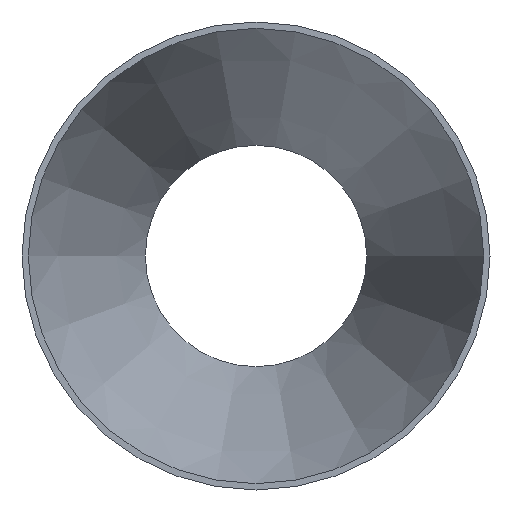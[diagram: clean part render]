
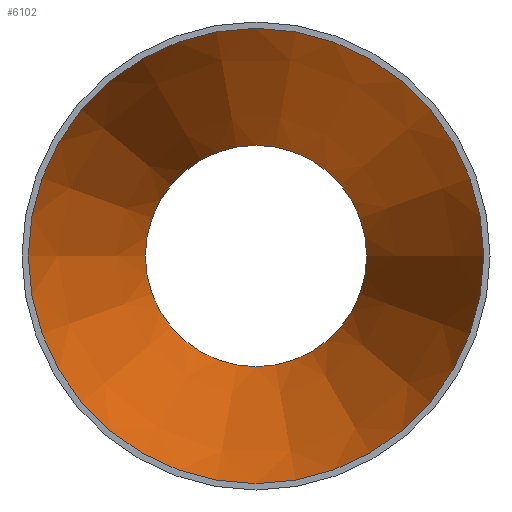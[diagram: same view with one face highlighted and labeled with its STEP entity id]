
A CAD part, left-side view. The second image highlights one B-rep face of the part: STEP entity #6102.
In plain terms, the highlighted conical face has half-angle 18.435 degrees and reference radius 73.431 mm.
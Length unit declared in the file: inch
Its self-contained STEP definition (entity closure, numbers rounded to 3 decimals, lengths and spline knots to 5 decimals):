
#222=FACE_BOUND('',#1501,.T.);
#334=CIRCLE('',#6442,1.891);
#335=CIRCLE('',#6444,3.891);
#1129=FACE_OUTER_BOUND('',#1500,.T.);
#1500=EDGE_LOOP('',(#5703));
#1501=EDGE_LOOP('',(#5704));
#2989=VERTEX_POINT('',#13382);
#2990=VERTEX_POINT('',#13385);
#3896=EDGE_CURVE('',#2989,#2989,#334,.T.);
#3897=EDGE_CURVE('',#2990,#2990,#335,.T.);
#5703=ORIENTED_EDGE('',*,*,#3897,.F.);
#5704=ORIENTED_EDGE('',*,*,#3896,.T.);
#5744=CONICAL_SURFACE('',#6443,2.891,18.435);
#6102=ADVANCED_FACE('',(#1129,#222),#5744,.F.);
#6442=AXIS2_PLACEMENT_3D('',#13383,#7533,#7534);
#6443=AXIS2_PLACEMENT_3D('',#13384,#7535,#7536);
#6444=AXIS2_PLACEMENT_3D('',#13386,#7537,#7538);
#7533=DIRECTION('center_axis',(1.,0.,0.));
#7534=DIRECTION('ref_axis',(0.,-1.,0.));
#7535=DIRECTION('center_axis',(-1.,0.,0.));
#7536=DIRECTION('ref_axis',(0.,-1.,0.));
#7537=DIRECTION('center_axis',(1.,0.,0.));
#7538=DIRECTION('ref_axis',(0.,-1.,0.));
#13382=CARTESIAN_POINT('',(6.,-1.891,0.));
#13383=CARTESIAN_POINT('Origin',(6.,0.,0.));
#13384=CARTESIAN_POINT('Origin',(3.,0.,0.));
#13385=CARTESIAN_POINT('',(0.,-3.891,0.));
#13386=CARTESIAN_POINT('Origin',(0.,0.,0.));
